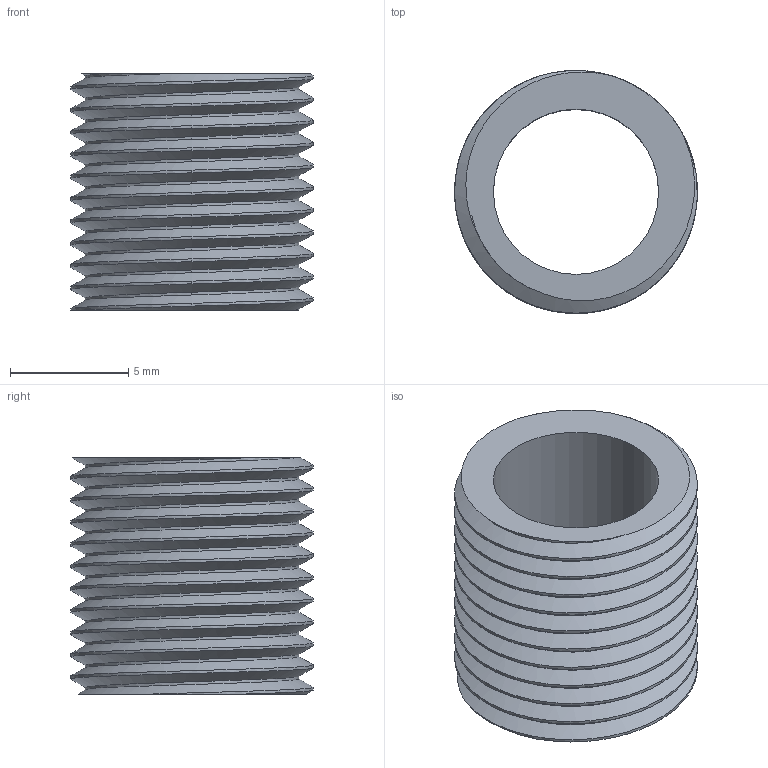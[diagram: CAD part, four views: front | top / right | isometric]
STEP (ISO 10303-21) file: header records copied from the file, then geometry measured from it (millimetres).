
FILE_DESCRIPTION(/* description */ ('','CAx-IF Rec.Pracs.---Representation and Presentation of Product Manufacturing Information (PMI)---4.0---2014-10-13'),/* implementation_level */ '2;1');
FILE_NAME(/* name */ 'socket holder v1.step',/* time_stamp */ '2025-02-08T18:52:15-05:00',/* author */ (''),/* organization */ (''),/* preprocessor_version */ 'ST-DEVELOPER v20',/* originating_system */ 'Autodesk Translation Framework v13.20.0.188',/* authorisation */ '');
FILE_SCHEMA (('AP242_MANAGED_MODEL_BASED_3D_ENGINEERING_MIM_LF { 1 0 10303 442 1 1 4 }'));
Length unit declared in the file: millimetre
Products named in the file (2): socket holder; 14695K11_30 Long Lamp Pipe
Assembly tree (1 placements, depth 2):
  socket holder
    14695K11_30 Long Lamp Pipe
Bounding box: 10.29 x 10.29 x 10 mm (x, y, z)
Volume: 351.8 mm3; surface area: 822.3 mm2
Topology: 1 solids, 1 shells, 28 faces, 78 edges, 52 vertices
Faces by surface type: cylinder 24, plane 2, bspline 2
Full cylindrical faces by diameter (mm): 7 x1, 9.065 x9, 10.287 x10
Entity records: 3321 total; most frequent: CARTESIAN_POINT 2667, ORIENTED_EDGE 156, DIRECTION 92, EDGE_CURVE 78, VERTEX_POINT 52, AXIS2_PLACEMENT_3D 35, EDGE_LOOP 30, FACE_OUTER_BOUND 28
